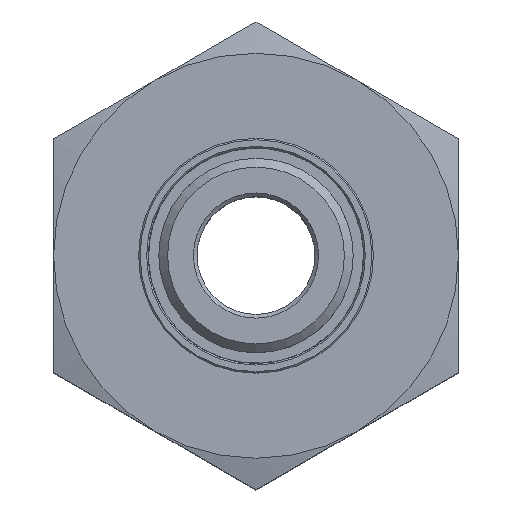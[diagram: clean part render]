
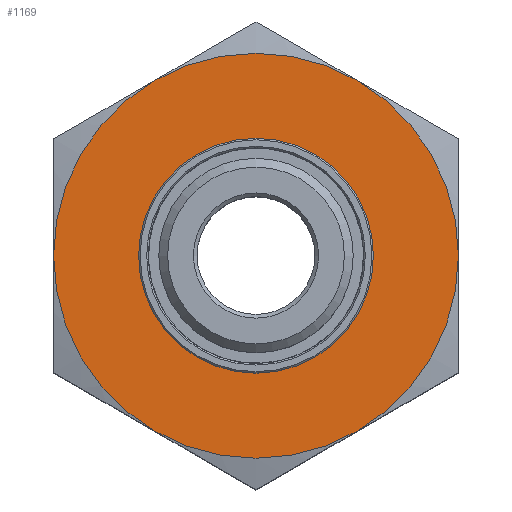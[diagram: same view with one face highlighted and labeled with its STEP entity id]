
A CAD part, top view. The second image highlights one B-rep face of the part: STEP entity #1169.
In plain terms, the highlighted planar face has unit normal (0, 0, 1).
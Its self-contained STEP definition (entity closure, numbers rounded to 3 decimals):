
#420=CARTESIAN_POINT('',(27.5,0.,36.));
#421=VERTEX_POINT('',#420);
#474=CARTESIAN_POINT('',(13.75,23.816,36.));
#475=VERTEX_POINT('',#474);
#521=CARTESIAN_POINT('',(-13.75,23.816,36.));
#522=VERTEX_POINT('',#521);
#568=CARTESIAN_POINT('',(-27.5,0.,36.));
#569=VERTEX_POINT('',#568);
#742=CARTESIAN_POINT('',(13.75,-23.816,36.));
#743=VERTEX_POINT('',#742);
#758=CARTESIAN_POINT('',(0.,0.,36.));
#759=DIRECTION('',(0.0,0.0,1.0));
#760=DIRECTION('',(-1.0,0.0,0.0));
#761=AXIS2_PLACEMENT_3D('',#758,#759,#760);
#762=CIRCLE('',#761,27.5);
#763=EDGE_CURVE('',#743,#421,#762,.T.);
#775=CARTESIAN_POINT('',(-13.75,-23.816,36.));
#776=VERTEX_POINT('',#775);
#803=CARTESIAN_POINT('',(0.,0.,36.));
#804=DIRECTION('',(0.0,0.0,1.0));
#805=DIRECTION('',(-1.0,0.0,0.0));
#806=AXIS2_PLACEMENT_3D('',#803,#804,#805);
#807=CIRCLE('',#806,27.5);
#808=EDGE_CURVE('',#776,#743,#807,.T.);
#832=CARTESIAN_POINT('',(0.,0.,36.));
#833=DIRECTION('',(0.0,0.0,1.0));
#834=DIRECTION('',(-1.0,0.0,0.0));
#835=AXIS2_PLACEMENT_3D('',#832,#833,#834);
#836=CIRCLE('',#835,27.5);
#837=EDGE_CURVE('',#569,#776,#836,.T.);
#848=CARTESIAN_POINT('',(0.,0.,36.));
#849=DIRECTION('',(0.0,0.0,1.0));
#850=DIRECTION('',(-1.0,0.0,0.0));
#851=AXIS2_PLACEMENT_3D('',#848,#849,#850);
#852=CIRCLE('',#851,27.5);
#853=EDGE_CURVE('',#522,#569,#852,.T.);
#865=CARTESIAN_POINT('',(0.,0.,36.));
#866=DIRECTION('',(0.0,0.0,1.0));
#867=DIRECTION('',(-1.0,0.0,0.0));
#868=AXIS2_PLACEMENT_3D('',#865,#866,#867);
#869=CIRCLE('',#868,27.5);
#870=EDGE_CURVE('',#475,#522,#869,.T.);
#882=CARTESIAN_POINT('',(0.,0.,36.));
#883=DIRECTION('',(0.0,0.0,1.0));
#884=DIRECTION('',(-1.0,0.0,0.0));
#885=AXIS2_PLACEMENT_3D('',#882,#883,#884);
#886=CIRCLE('',#885,27.5);
#887=EDGE_CURVE('',#421,#475,#886,.T.);
#1106=CARTESIAN_POINT('',(15.95,0.,36.0));
#1107=VERTEX_POINT('',#1106);
#1108=CARTESIAN_POINT('',(0.,0.,36.));
#1109=DIRECTION('',(0.0,0.0,1.0));
#1110=DIRECTION('',(-1.0,0.0,0.0));
#1111=AXIS2_PLACEMENT_3D('',#1108,#1109,#1110);
#1112=CIRCLE('',#1111,15.95);
#1113=EDGE_CURVE('',#1107,#1107,#1112,.T.);
#1153=CARTESIAN_POINT('',(0.,0.,36.));
#1154=DIRECTION('',(0.0,0.0,1.0));
#1155=DIRECTION('',(1.0,0.0,0.0));
#1156=AXIS2_PLACEMENT_3D('',#1153,#1154,#1155);
#1157=PLANE('',#1156);
#1158=ORIENTED_EDGE('',*,*,#887,.T.);
#1159=ORIENTED_EDGE('',*,*,#870,.T.);
#1160=ORIENTED_EDGE('',*,*,#853,.T.);
#1161=ORIENTED_EDGE('',*,*,#837,.T.);
#1162=ORIENTED_EDGE('',*,*,#808,.T.);
#1163=ORIENTED_EDGE('',*,*,#763,.T.);
#1164=EDGE_LOOP('',(#1158,#1159,#1160,#1161,#1162,#1163));
#1165=FACE_OUTER_BOUND('',#1164,.T.);
#1166=ORIENTED_EDGE('',*,*,#1113,.F.);
#1167=EDGE_LOOP('',(#1166));
#1168=FACE_BOUND('',#1167,.T.);
#1169=ADVANCED_FACE('',(#1165,#1168),#1157,.T.);
